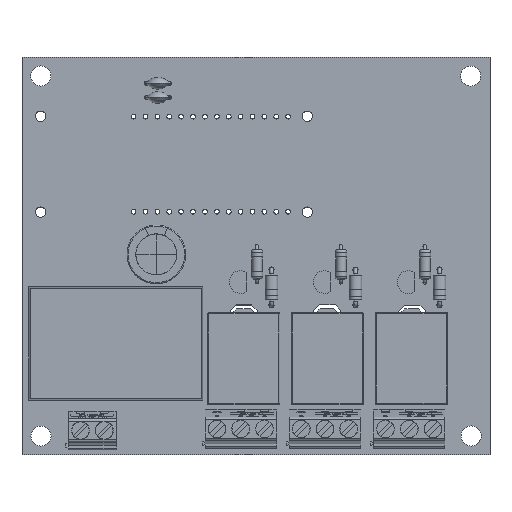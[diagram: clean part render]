
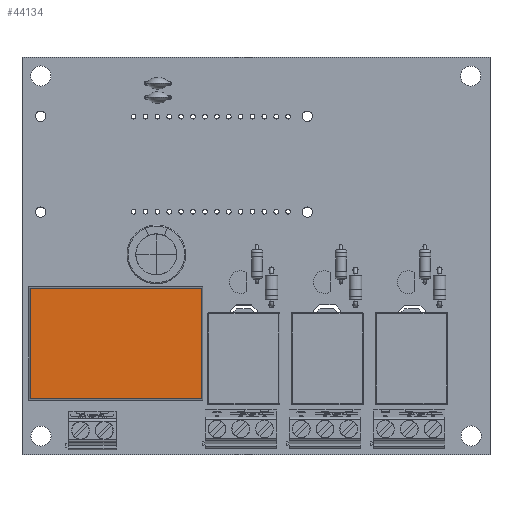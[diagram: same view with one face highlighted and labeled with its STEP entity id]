
A CAD part, top view. The second image highlights one B-rep face of the part: STEP entity #44134.
In plain terms, the highlighted face is planar.
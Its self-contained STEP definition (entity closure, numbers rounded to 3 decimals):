
#44134 = ADVANCED_FACE('',(#44135),#44169,.F.);
#44135 = FACE_BOUND('',#44136,.T.);
#44136 = EDGE_LOOP('',(#44137,#44147,#44155,#44163));
#44137 = ORIENTED_EDGE('',*,*,#44138,.T.);
#44138 = EDGE_CURVE('',#44139,#44141,#44143,.T.);
#44139 = VERTEX_POINT('',#44140);
#44140 = CARTESIAN_POINT('',(18.3,14.5,11.8));
#44141 = VERTEX_POINT('',#44142);
#44142 = CARTESIAN_POINT('',(18.3,14.5,-11.8));
#44143 = LINE('',#44144,#44145);
#44144 = CARTESIAN_POINT('',(18.3,14.5,11.8));
#44145 = VECTOR('',#44146,1.);
#44146 = DIRECTION('',(0.,0.,-1.));
#44147 = ORIENTED_EDGE('',*,*,#44148,.T.);
#44148 = EDGE_CURVE('',#44141,#44149,#44151,.T.);
#44149 = VERTEX_POINT('',#44150);
#44150 = CARTESIAN_POINT('',(-18.3,14.5,-11.8));
#44151 = LINE('',#44152,#44153);
#44152 = CARTESIAN_POINT('',(-18.3,14.5,-11.8));
#44153 = VECTOR('',#44154,1.);
#44154 = DIRECTION('',(-1.,-0.,-0.));
#44155 = ORIENTED_EDGE('',*,*,#44156,.T.);
#44156 = EDGE_CURVE('',#44149,#44157,#44159,.T.);
#44157 = VERTEX_POINT('',#44158);
#44158 = CARTESIAN_POINT('',(-18.3,14.5,11.8));
#44159 = LINE('',#44160,#44161);
#44160 = CARTESIAN_POINT('',(-18.3,14.5,11.8));
#44161 = VECTOR('',#44162,1.);
#44162 = DIRECTION('',(-0.,-0.,1.));
#44163 = ORIENTED_EDGE('',*,*,#44164,.T.);
#44164 = EDGE_CURVE('',#44157,#44139,#44165,.T.);
#44165 = LINE('',#44166,#44167);
#44166 = CARTESIAN_POINT('',(-18.3,14.5,11.8));
#44167 = VECTOR('',#44168,1.);
#44168 = DIRECTION('',(1.,0.,0.));
#44169 = PLANE('',#44170);
#44170 = AXIS2_PLACEMENT_3D('',#44171,#44172,#44173);
#44171 = CARTESIAN_POINT('',(0.,14.5,0.));
#44172 = DIRECTION('',(0.,-1.,0.));
#44173 = DIRECTION('',(0.,-0.,-1.));
